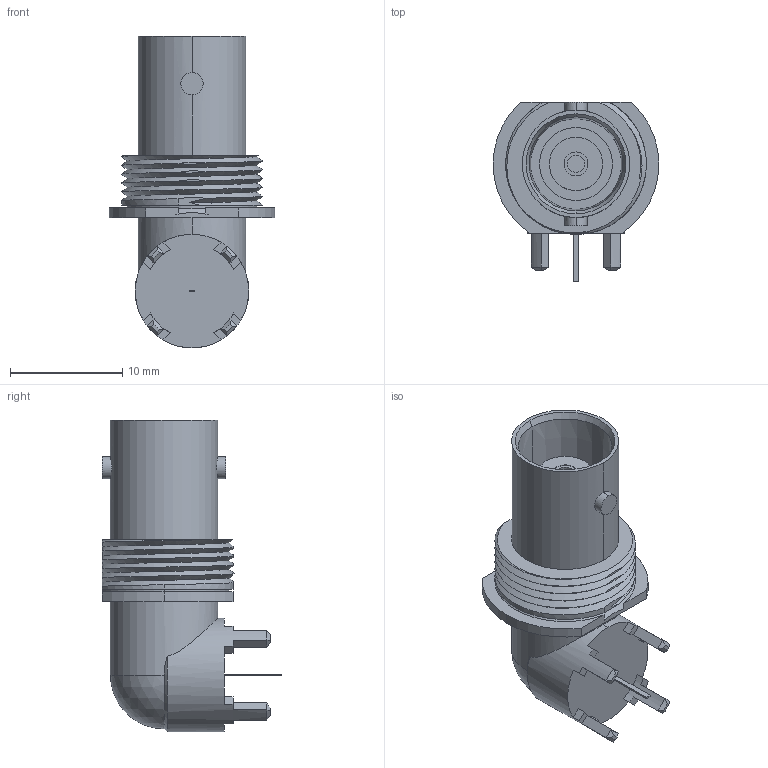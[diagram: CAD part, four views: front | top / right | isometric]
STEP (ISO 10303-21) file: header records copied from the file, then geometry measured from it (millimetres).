
FILE_DESCRIPTION(('STEP AP214'),'1');
FILE_NAME('5-1634556-0.stp','2017-08-21T10:35:08',('TraceParts'),('TraceParts S.A.'),'Spatial InterOp 3D',' ',' ');
FILE_SCHEMA(('automotive_design'));
Length unit declared in the file: millimetre
Products named in the file (1): 5-1634556-0
Bounding box: 14.8 x 16 x 27.83 mm (x, y, z)
Volume: 1948.1 mm3; surface area: 1705.4 mm2
Topology: 1 solids, 1 shells, 134 faces, 353 edges, 227 vertices
Faces by surface type: plane 63, cylinder 37, cone 17, bspline 15, sphere 2
Entity records: 5478 total; most frequent: CARTESIAN_POINT 2310, ORIENTED_EDGE 702, DIRECTION 594, EDGE_CURVE 351, VERTEX_POINT 227, AXIS2_PLACEMENT_3D 222, LINE 150, VECTOR 150
